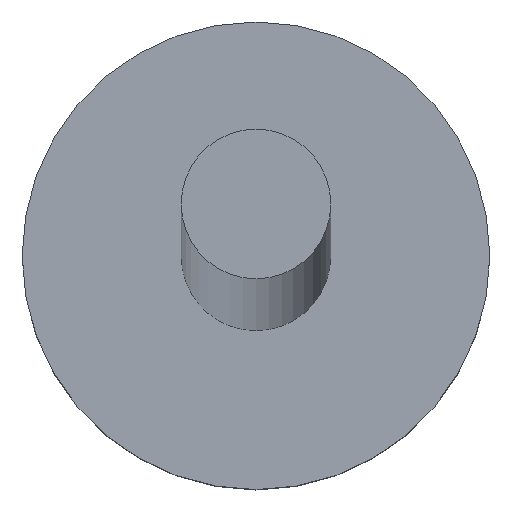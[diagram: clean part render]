
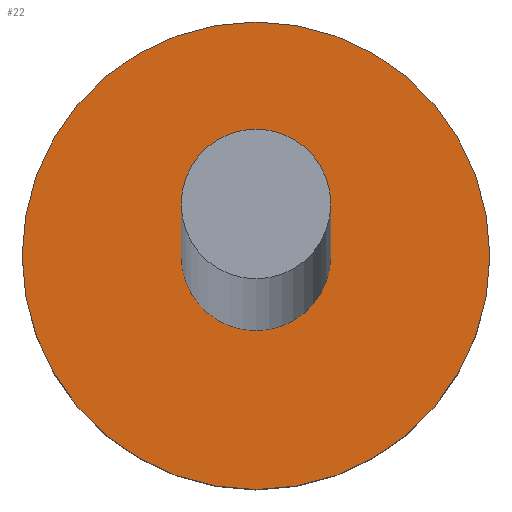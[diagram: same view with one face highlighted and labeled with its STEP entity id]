
A CAD part, top view. The second image highlights one B-rep face of the part: STEP entity #22.
In plain terms, the highlighted planar face has unit normal (0, 0, 1).
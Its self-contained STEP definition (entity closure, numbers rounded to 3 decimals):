
#1 = DIRECTION ( 'NONE',  ( 1., 0., 0. ) ) ;
#3 = AXIS2_PLACEMENT_3D ( 'NONE', #77, #28, #171 ) ;
#9 = VERTEX_POINT ( 'NONE', #155 ) ;
#22 = ADVANCED_FACE ( 'NONE', ( #91, #202 ), #50, .T. ) ;
#25 = DIRECTION ( 'NONE',  ( 1., 0., 0. ) ) ;
#28 = DIRECTION ( 'NONE',  ( 0., 0., 1. ) ) ;
#45 = EDGE_CURVE ( 'NONE', #162, #53, #167, .T. ) ;
#50 = PLANE ( 'NONE',  #254 ) ;
#53 = VERTEX_POINT ( 'NONE', #116 ) ;
#59 = ORIENTED_EDGE ( 'NONE', *, *, #45, .T. ) ;
#60 = DIRECTION ( 'NONE',  ( 0., 0., 1. ) ) ;
#65 = EDGE_CURVE ( 'NONE', #53, #162, #192, .T. ) ;
#75 = AXIS2_PLACEMENT_3D ( 'NONE', #187, #105, #106 ) ;
#77 = CARTESIAN_POINT ( 'NONE',  ( 0., 0., 1.2 ) ) ;
#87 = CARTESIAN_POINT ( 'NONE',  ( 0., 0., 1.2 ) ) ;
#90 = AXIS2_PLACEMENT_3D ( 'NONE', #140, #224, #95 ) ;
#91 = FACE_BOUND ( 'NONE', #137, .T. ) ;
#95 = DIRECTION ( 'NONE',  ( 1., 0., 0. ) ) ;
#105 = DIRECTION ( 'NONE',  ( 0., 0., 1. ) ) ;
#106 = DIRECTION ( 'NONE',  ( 1., 0., 0. ) ) ;
#116 = CARTESIAN_POINT ( 'NONE',  ( -1.25, 0., 1.2 ) ) ;
#125 = CARTESIAN_POINT ( 'NONE',  ( 0.4, 0., 1.2 ) ) ;
#136 = EDGE_LOOP ( 'NONE', ( #183, #59 ) ) ;
#137 = EDGE_LOOP ( 'NONE', ( #180, #240 ) ) ;
#140 = CARTESIAN_POINT ( 'NONE',  ( 0., 0., 1.2 ) ) ;
#147 = CIRCLE ( 'NONE', #90, 0.4 ) ;
#154 = CIRCLE ( 'NONE', #75, 0.4 ) ;
#155 = CARTESIAN_POINT ( 'NONE',  ( -0.4, 0., 1.2 ) ) ;
#162 = VERTEX_POINT ( 'NONE', #221 ) ;
#167 = CIRCLE ( 'NONE', #179, 1.25 ) ;
#171 = DIRECTION ( 'NONE',  ( 1., 0., 0. ) ) ;
#177 = DIRECTION ( 'NONE',  ( 0., 0., 1. ) ) ;
#179 = AXIS2_PLACEMENT_3D ( 'NONE', #242, #60, #25 ) ;
#180 = ORIENTED_EDGE ( 'NONE', *, *, #193, .F. ) ;
#183 = ORIENTED_EDGE ( 'NONE', *, *, #65, .T. ) ;
#187 = CARTESIAN_POINT ( 'NONE',  ( 0., 0., 1.2 ) ) ;
#192 = CIRCLE ( 'NONE', #3, 1.25 ) ;
#193 = EDGE_CURVE ( 'NONE', #9, #203, #147, .T. ) ;
#202 = FACE_OUTER_BOUND ( 'NONE', #136, .T. ) ;
#203 = VERTEX_POINT ( 'NONE', #125 ) ;
#221 = CARTESIAN_POINT ( 'NONE',  ( 1.25, 0., 1.2 ) ) ;
#224 = DIRECTION ( 'NONE',  ( 0., 0., 1. ) ) ;
#232 = EDGE_CURVE ( 'NONE', #203, #9, #154, .T. ) ;
#240 = ORIENTED_EDGE ( 'NONE', *, *, #232, .F. ) ;
#242 = CARTESIAN_POINT ( 'NONE',  ( 0., 0., 1.2 ) ) ;
#254 = AXIS2_PLACEMENT_3D ( 'NONE', #87, #177, #1 ) ;
